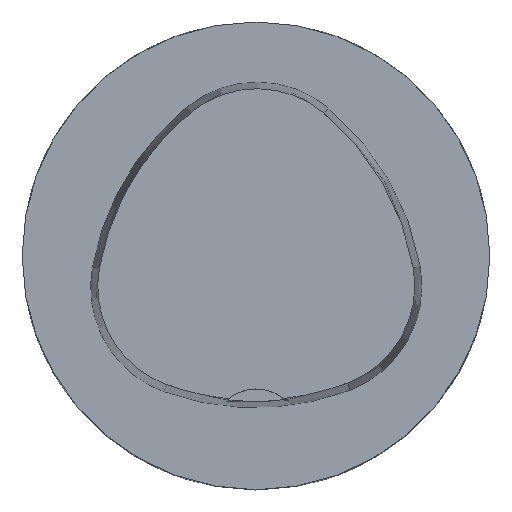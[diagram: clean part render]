
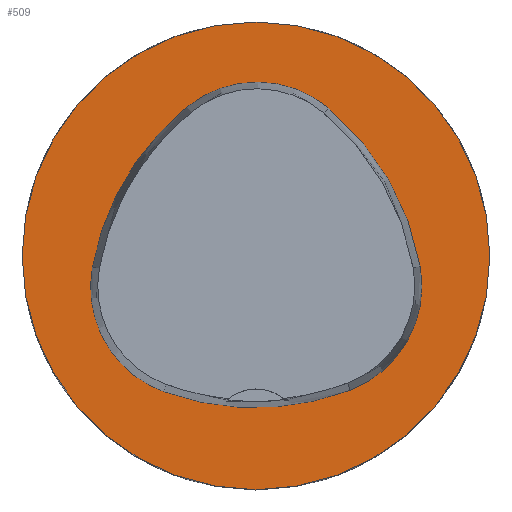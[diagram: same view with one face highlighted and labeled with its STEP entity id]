
A CAD part, top view. The second image highlights one B-rep face of the part: STEP entity #509.
In plain terms, the highlighted planar face has unit normal (0, 0, 1).
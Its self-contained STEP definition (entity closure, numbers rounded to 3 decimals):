
#160=PLANE('',#756);
#236=EDGE_LOOP('',(#333,#334,#335,#336,#337,#338));
#237=EDGE_LOOP('',(#339));
#333=ORIENTED_EDGE('',*,*,#429,.T.);
#334=ORIENTED_EDGE('',*,*,#409,.T.);
#335=ORIENTED_EDGE('',*,*,#413,.T.);
#336=ORIENTED_EDGE('',*,*,#416,.T.);
#337=ORIENTED_EDGE('',*,*,#419,.T.);
#338=ORIENTED_EDGE('',*,*,#427,.T.);
#339=ORIENTED_EDGE('',*,*,#400,.F.);
#400=EDGE_CURVE('',#584,#584,#455,.T.);
#409=EDGE_CURVE('',#593,#594,#456,.T.);
#413=EDGE_CURVE('',#594,#597,#458,.T.);
#416=EDGE_CURVE('',#597,#599,#460,.T.);
#419=EDGE_CURVE('',#599,#601,#462,.T.);
#427=EDGE_CURVE('',#601,#608,#466,.T.);
#429=EDGE_CURVE('',#608,#593,#468,.T.);
#455=CIRCLE('',#728,31.5);
#456=CIRCLE('',#734,36.);
#458=CIRCLE('',#737,15.);
#460=CIRCLE('',#740,36.);
#462=CIRCLE('',#743,15.);
#466=CIRCLE('',#748,36.);
#468=CIRCLE('',#751,15.);
#509=ADVANCED_FACE('',(#558,#559),#160,.T.);
#558=FACE_BOUND('',#236,.T.);
#559=FACE_BOUND('',#237,.T.);
#584=VERTEX_POINT('',#6628);
#593=VERTEX_POINT('',#6647);
#594=VERTEX_POINT('',#6648);
#597=VERTEX_POINT('',#6656);
#599=VERTEX_POINT('',#6662);
#601=VERTEX_POINT('',#6668);
#608=VERTEX_POINT('',#6689);
#728=AXIS2_PLACEMENT_3D('',#6627,#859,#860);
#734=AXIS2_PLACEMENT_3D('',#6646,#875,#876);
#737=AXIS2_PLACEMENT_3D('',#6655,#883,#884);
#740=AXIS2_PLACEMENT_3D('',#6661,#890,#891);
#743=AXIS2_PLACEMENT_3D('',#6667,#897,#898);
#748=AXIS2_PLACEMENT_3D('',#6690,#909,#910);
#751=AXIS2_PLACEMENT_3D('',#6693,#915,#916);
#756=AXIS2_PLACEMENT_3D('',#6698,#925,#926);
#859=DIRECTION('',(0.,0.,-1.));
#860=DIRECTION('',(-1.,0.,0.));
#875=DIRECTION('',(0.,0.,-1.));
#876=DIRECTION('',(-1.,0.,0.));
#883=DIRECTION('',(0.,0.,-1.));
#884=DIRECTION('',(-1.,0.,0.));
#890=DIRECTION('',(0.,0.,-1.));
#891=DIRECTION('',(-1.,0.,0.));
#897=DIRECTION('',(0.,0.,-1.));
#898=DIRECTION('',(-1.,0.,0.));
#909=DIRECTION('',(0.,0.,-1.));
#910=DIRECTION('',(-1.,0.,0.));
#915=DIRECTION('',(0.,0.,-1.));
#916=DIRECTION('',(-1.,0.,0.));
#925=DIRECTION('',(0.,0.,1.));
#926=DIRECTION('',(1.,0.,0.));
#6627=CARTESIAN_POINT('',(0.,0.,0.));
#6628=CARTESIAN_POINT('',(-31.5,0.,0.));
#6646=CARTESIAN_POINT('',(13.398,-7.893,0.));
#6647=CARTESIAN_POINT('',(-22.041,-1.562,0.));
#6648=CARTESIAN_POINT('',(-9.317,20.036,0.));
#6655=CARTESIAN_POINT('',(0.148,8.399,0.));
#6656=CARTESIAN_POINT('',(9.779,19.898,0.));
#6661=CARTESIAN_POINT('',(-13.337,-7.7,0.));
#6662=CARTESIAN_POINT('',(22.122,-1.48,0.));
#6667=CARTESIAN_POINT('',(7.347,-4.071,0.));
#6668=CARTESIAN_POINT('',(12.693,-18.087,0.));
#6689=CARTESIAN_POINT('',(-12.373,-18.307,0.));
#6690=CARTESIAN_POINT('',(-0.137,15.55,0.));
#6693=CARTESIAN_POINT('',(-7.275,-4.2,0.));
#6698=CARTESIAN_POINT('',(0.,0.,0.));
